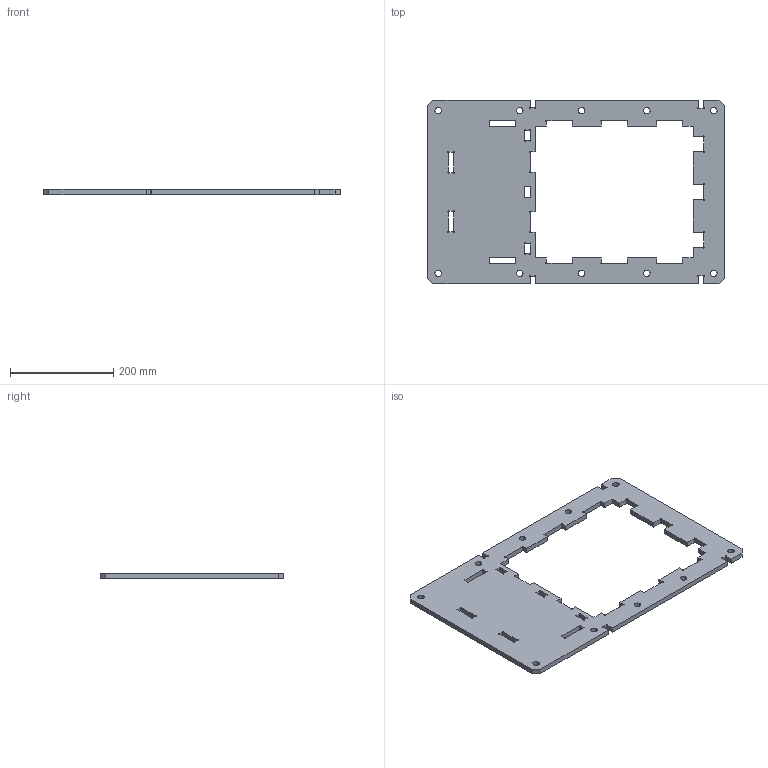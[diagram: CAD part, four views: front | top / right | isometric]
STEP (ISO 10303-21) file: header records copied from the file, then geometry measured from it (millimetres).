
FILE_DESCRIPTION (( 'STEP AP203' ), '1' );
FILE_NAME ('SHRPRO-V1 1110.02-A Bottom plate box.step', '2019-12-23T20:11:26', ( '' ), ( '' ), 'SwSTEP 2.0', 'SolidWorks 2018', '' );
FILE_SCHEMA (( 'CONFIG_CONTROL_DESIGN' ));
Length unit declared in the file: millimetre
Products named in the file (1): SHRPRO-V1 1110.02-A Bottom plate box
Bounding box: 575 x 356 x 10 mm (x, y, z)
Volume: 1159597.7 mm3; surface area: 277323.4 mm2
Topology: 1 solids, 1 shells, 210 faces, 630 edges, 422 vertices
Faces by surface type: cylinder 108, plane 102
Entity records: 7234 total; most frequent: CARTESIAN_POINT 1336, ORIENTED_EDGE 1260, DIRECTION 1195, EDGE_CURVE 630, AXIS2_PLACEMENT_3D 427, VERTEX_POINT 422, LINE 341, VECTOR 341
